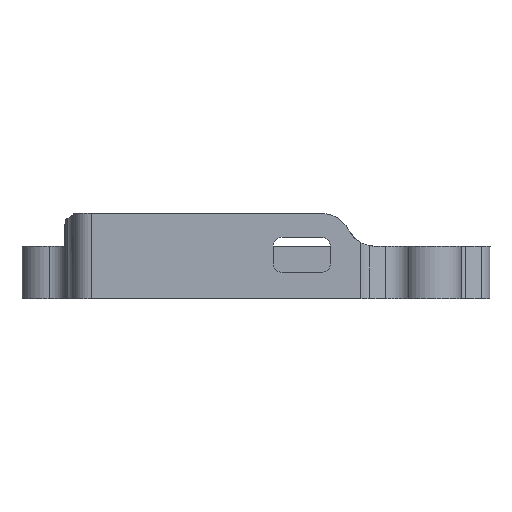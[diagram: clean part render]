
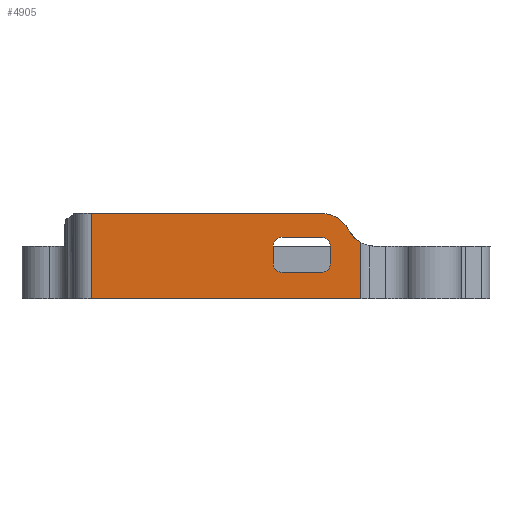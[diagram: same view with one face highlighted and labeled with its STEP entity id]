
A CAD part, left-side view. The second image highlights one B-rep face of the part: STEP entity #4905.
In plain terms, the highlighted planar face has unit normal (-1, 0, 0).
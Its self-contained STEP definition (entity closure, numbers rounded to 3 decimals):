
#87=FACE_BOUND('',#904,.T.);
#134=PLANE('',#5387);
#202=CIRCLE('',#5112,2.);
#205=CIRCLE('',#5117,2.);
#206=CIRCLE('',#5120,2.);
#209=CIRCLE('',#5124,2.);
#412=CIRCLE('',#5378,7.);
#413=CIRCLE('',#5382,7.);
#615=FACE_OUTER_BOUND('',#903,.T.);
#903=EDGE_LOOP('',(#4073,#4074,#4075,#4076,#4077,#4078));
#904=EDGE_LOOP('',(#4079,#4080,#4081,#4082,#4083,#4084,#4085,#4086));
#1107=LINE('',#7173,#1557);
#1114=LINE('',#7191,#1564);
#1118=LINE('',#7206,#1568);
#1127=LINE('',#7227,#1577);
#1274=LINE('',#9934,#1724);
#1357=LINE('',#12531,#1807);
#1358=LINE('',#12533,#1808);
#1359=LINE('',#12534,#1809);
#1557=VECTOR('',#5611,10.);
#1564=VECTOR('',#5626,10.);
#1568=VECTOR('',#5644,10.);
#1577=VECTOR('',#5661,10.);
#1724=VECTOR('',#6088,10.);
#1807=VECTOR('',#6405,10.);
#1808=VECTOR('',#6408,10.);
#1809=VECTOR('',#6409,10.);
#2084=VERTEX_POINT('',#7163);
#2085=VERTEX_POINT('',#7164);
#2088=VERTEX_POINT('',#7172);
#2092=VERTEX_POINT('',#7181);
#2093=VERTEX_POINT('',#7183);
#2095=VERTEX_POINT('',#7189);
#2096=VERTEX_POINT('',#7193);
#2099=VERTEX_POINT('',#7201);
#2341=VERTEX_POINT('',#9931);
#2342=VERTEX_POINT('',#9933);
#2513=VERTEX_POINT('',#12500);
#2514=VERTEX_POINT('',#12502);
#2517=VERTEX_POINT('',#12523);
#2518=VERTEX_POINT('',#12529);
#2594=EDGE_CURVE('',#2084,#2085,#202,.T.);
#2598=EDGE_CURVE('',#2088,#2085,#1107,.T.);
#2603=EDGE_CURVE('',#2092,#2093,#205,.T.);
#2607=EDGE_CURVE('',#2095,#2092,#1114,.T.);
#2608=EDGE_CURVE('',#2096,#2095,#206,.T.);
#2612=EDGE_CURVE('',#2088,#2099,#209,.T.);
#2615=EDGE_CURVE('',#2096,#2099,#1118,.T.);
#2626=EDGE_CURVE('',#2084,#2093,#1127,.T.);
#2904=EDGE_CURVE('',#2341,#2342,#1274,.T.);
#3106=EDGE_CURVE('',#2513,#2514,#412,.T.);
#3112=EDGE_CURVE('',#2517,#2513,#413,.T.);
#3115=EDGE_CURVE('',#2517,#2518,#1357,.T.);
#3116=EDGE_CURVE('',#2518,#2342,#1358,.T.);
#3117=EDGE_CURVE('',#2341,#2514,#1359,.T.);
#4073=ORIENTED_EDGE('',*,*,#3112,.F.);
#4074=ORIENTED_EDGE('',*,*,#3115,.T.);
#4075=ORIENTED_EDGE('',*,*,#3116,.T.);
#4076=ORIENTED_EDGE('',*,*,#2904,.F.);
#4077=ORIENTED_EDGE('',*,*,#3117,.T.);
#4078=ORIENTED_EDGE('',*,*,#3106,.F.);
#4079=ORIENTED_EDGE('',*,*,#2626,.T.);
#4080=ORIENTED_EDGE('',*,*,#2603,.F.);
#4081=ORIENTED_EDGE('',*,*,#2607,.F.);
#4082=ORIENTED_EDGE('',*,*,#2608,.F.);
#4083=ORIENTED_EDGE('',*,*,#2615,.T.);
#4084=ORIENTED_EDGE('',*,*,#2612,.F.);
#4085=ORIENTED_EDGE('',*,*,#2598,.T.);
#4086=ORIENTED_EDGE('',*,*,#2594,.F.);
#4905=ADVANCED_FACE('',(#615,#87),#134,.F.);
#5112=AXIS2_PLACEMENT_3D('',#7165,#5603,#5604);
#5117=AXIS2_PLACEMENT_3D('',#7184,#5619,#5620);
#5120=AXIS2_PLACEMENT_3D('',#7194,#5629,#5630);
#5124=AXIS2_PLACEMENT_3D('',#7202,#5638,#5639);
#5378=AXIS2_PLACEMENT_3D('',#12503,#6386,#6387);
#5382=AXIS2_PLACEMENT_3D('',#12525,#6395,#6396);
#5387=AXIS2_PLACEMENT_3D('',#12532,#6406,#6407);
#5603=DIRECTION('center_axis',(-1.,0.,0.));
#5604=DIRECTION('ref_axis',(0.,0.707,-0.707));
#5611=DIRECTION('',(0.,1.,0.));
#5619=DIRECTION('center_axis',(-1.,0.,0.));
#5620=DIRECTION('ref_axis',(0.,0.707,0.707));
#5626=DIRECTION('',(0.,1.,0.));
#5629=DIRECTION('center_axis',(-1.,0.,0.));
#5630=DIRECTION('ref_axis',(0.,-0.707,0.707));
#5638=DIRECTION('center_axis',(-1.,0.,0.));
#5639=DIRECTION('ref_axis',(0.,-0.707,-0.707));
#5644=DIRECTION('',(0.,0.,-1.));
#5661=DIRECTION('',(0.,0.,1.));
#6088=DIRECTION('',(0.,1.,0.));
#6386=DIRECTION('center_axis',(-1.,0.,0.));
#6387=DIRECTION('ref_axis',(0.,0.,1.));
#6395=DIRECTION('center_axis',(1.,0.,0.));
#6396=DIRECTION('ref_axis',(0.,-0.707,0.707));
#6405=DIRECTION('',(0.,1.,0.));
#6406=DIRECTION('center_axis',(1.,0.,0.));
#6407=DIRECTION('ref_axis',(0.,0.,-1.));
#6408=DIRECTION('',(0.,0.,-1.));
#6409=DIRECTION('',(0.,0.,1.));
#7163=CARTESIAN_POINT('',(4.237,274.557,8.));
#7164=CARTESIAN_POINT('',(4.237,272.557,6.));
#7165=CARTESIAN_POINT('Origin',(4.237,272.557,8.));
#7172=CARTESIAN_POINT('',(4.237,263.557,6.));
#7173=CARTESIAN_POINT('',(4.237,256.915,6.));
#7181=CARTESIAN_POINT('',(4.237,272.557,14.));
#7183=CARTESIAN_POINT('',(4.237,274.557,12.));
#7184=CARTESIAN_POINT('Origin',(4.237,272.557,12.));
#7189=CARTESIAN_POINT('',(4.237,263.557,14.));
#7191=CARTESIAN_POINT('',(4.237,265.184,14.));
#7193=CARTESIAN_POINT('',(4.237,261.557,12.));
#7194=CARTESIAN_POINT('Origin',(4.237,263.557,12.));
#7201=CARTESIAN_POINT('',(4.237,261.557,8.));
#7202=CARTESIAN_POINT('Origin',(4.237,263.557,8.));
#7206=CARTESIAN_POINT('',(4.237,261.557,7.625));
#7227=CARTESIAN_POINT('',(4.237,274.557,7.625));
#9931=CARTESIAN_POINT('',(4.237,254.503,0.));
#9933=CARTESIAN_POINT('',(4.237,316.23,0.));
#9934=CARTESIAN_POINT('',(4.237,275.395,0.));
#12500=CARTESIAN_POINT('',(4.237,257.357,15.75));
#12502=CARTESIAN_POINT('',(4.237,254.503,12.851));
#12503=CARTESIAN_POINT('Origin',(4.237,251.157,19.));
#12523=CARTESIAN_POINT('',(4.237,263.557,19.5));
#12525=CARTESIAN_POINT('Origin',(4.237,263.557,12.5));
#12529=CARTESIAN_POINT('',(4.237,316.23,19.5));
#12531=CARTESIAN_POINT('',(4.237,277.952,19.5));
#12532=CARTESIAN_POINT('Origin',(4.237,268.812,8.75));
#12533=CARTESIAN_POINT('',(4.237,316.23,0.));
#12534=CARTESIAN_POINT('',(4.237,254.503,0.));
